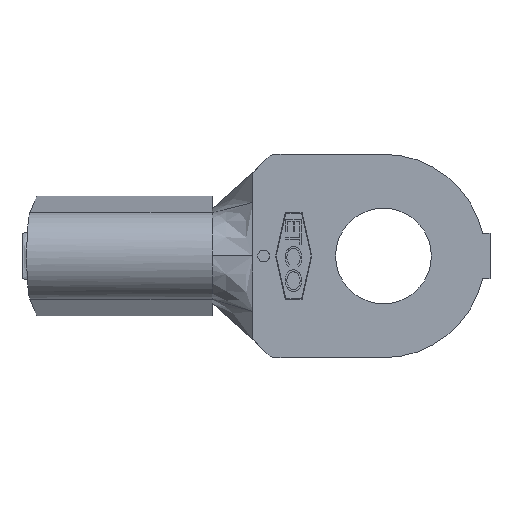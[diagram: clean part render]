
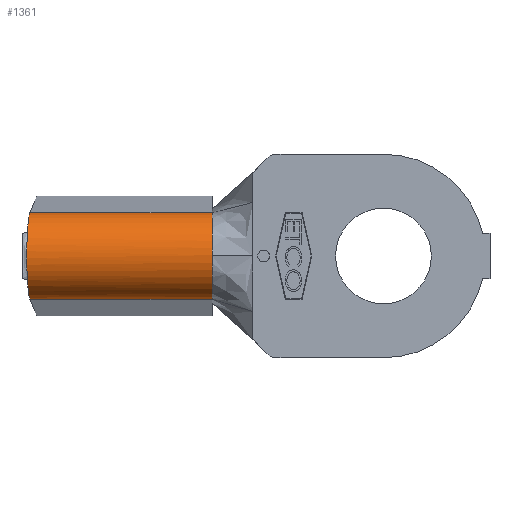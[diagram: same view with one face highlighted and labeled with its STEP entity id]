
A CAD part, front view. The second image highlights one B-rep face of the part: STEP entity #1361.
In plain terms, the highlighted cylindrical face has radius 2.337 mm (diameter 4.674 mm), a partial arc.
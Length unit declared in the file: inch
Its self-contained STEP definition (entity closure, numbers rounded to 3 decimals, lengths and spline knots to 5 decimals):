
#187 = CARTESIAN_POINT ( 'NONE',  ( -0.74431, 0.01446, -0.04951 ) ) ;
#188 = EDGE_CURVE ( 'NONE', #909, #314, #5490, .T. ) ;
#210 = CARTESIAN_POINT ( 'NONE',  ( -0.74367, 0.01517, -0.05061 ) ) ;
#219 =( BOUNDED_CURVE ( )  B_SPLINE_CURVE ( 3, ( #3951, #3763, #2798, #2771 ),
 .UNSPECIFIED., .F., .T. ) 
 B_SPLINE_CURVE_WITH_KNOTS ( ( 4, 4 ),
 ( 4.91726, 5.70001 ),
 .UNSPECIFIED. ) 
 CURVE ( )  GEOMETRIC_REPRESENTATION_ITEM ( )  RATIONAL_B_SPLINE_CURVE ( ( 1., 0.95, 0.95, 1. ) ) 
 REPRESENTATION_ITEM ( '' )  );
#228 = ORIENTED_EDGE ( 'NONE', *, *, #2292, .T. ) ;
#237 = CARTESIAN_POINT ( 'NONE',  ( -0.74457, 0.00492, -0.03479 ) ) ;
#239 = ORIENTED_EDGE ( 'NONE', *, *, #6227, .F. ) ;
#245 = DIRECTION ( 'NONE',  ( 1., 0., 0. ) ) ;
#314 = VERTEX_POINT ( 'NONE', #4833 ) ;
#504 = B_SPLINE_CURVE_WITH_KNOTS ( 'NONE', 3,
 ( #5243, #6719, #6735, #5177 ),
 .UNSPECIFIED., .F., .F.,
 ( 4, 4 ),
 ( 0., 0.00002 ),
 .UNSPECIFIED. ) ;
#619 = CARTESIAN_POINT ( 'NONE',  ( -0.74385, 0.0148, 0.05004 ) ) ;
#627 = CARTESIAN_POINT ( 'NONE',  ( -0.74395, 0.01469, 0.04986 ) ) ;
#752 = CARTESIAN_POINT ( 'NONE',  ( -0.74367, 0.01521, -0.05066 ) ) ;
#786 = CARTESIAN_POINT ( 'NONE',  ( -0.74367, 0.01521, 0.05066 ) ) ;
#792 = VECTOR ( 'NONE', #2981, 39.37008 ) ;
#821 = CARTESIAN_POINT ( 'NONE',  ( -0.74368, 0.01506, 0.05045 ) ) ;
#835 = CARTESIAN_POINT ( 'NONE',  ( -0.73859, 0.07328, -0.09008 ) ) ;
#854 = CARTESIAN_POINT ( 'NONE',  ( -0.74367, 0.01521, -0.05066 ) ) ;
#909 = VERTEX_POINT ( 'NONE', #4782 ) ;
#930 = CARTESIAN_POINT ( 'NONE',  ( -0.74248, 0.02877, -0.07123 ) ) ;
#945 = B_SPLINE_CURVE_WITH_KNOTS ( 'NONE', 3,
 ( #5631, #5543, #5479, #5456 ),
 .UNSPECIFIED., .F., .F.,
 ( 4, 4 ),
 ( 0., 0.00002 ),
 .UNSPECIFIED. ) ;
#1006 = CARTESIAN_POINT ( 'NONE',  ( -0.7407, 0.04916, -0.08506 ) ) ;
#1074 = EDGE_CURVE ( 'NONE', #4591, #6541, #504, .T. ) ;
#1143 = EDGE_CURVE ( 'NONE', #1497, #6574, #5047, .T. ) ;
#1174 = ORIENTED_EDGE ( 'NONE', *, *, #2539, .F. ) ;
#1213 = CIRCLE ( 'NONE', #2092, 0.092 ) ;
#1361 = ADVANCED_FACE ( 'NONE', ( #5217 ), #5056, .T. ) ;
#1497 = VERTEX_POINT ( 'NONE', #3618 ) ;
#1544 = VERTEX_POINT ( 'NONE', #3185 ) ;
#1772 = EDGE_LOOP ( 'NONE', ( #228, #3999, #1174, #1972, #6267, #6073, #6119, #4627, #6113, #239, #4254 ) ) ;
#1897 = CARTESIAN_POINT ( 'NONE',  ( -0.358, 0.092, 0. ) ) ;
#1911 = CARTESIAN_POINT ( 'NONE',  ( -0.74424, 0.0145, 0.04957 ) ) ;
#1972 = ORIENTED_EDGE ( 'NONE', *, *, #6902, .T. ) ;
#2000 = CARTESIAN_POINT ( 'NONE',  ( -0.74426, 0.01448, 0.04955 ) ) ;
#2024 = VERTEX_POINT ( 'NONE', #6491 ) ;
#2092 = AXIS2_PLACEMENT_3D ( 'NONE', #3541, #245, #4087 ) ;
#2248 = CARTESIAN_POINT ( 'NONE',  ( -0.74428, 0.01447, 0.04953 ) ) ;
#2292 = EDGE_CURVE ( 'NONE', #1544, #909, #219, .T. ) ;
#2407 = CARTESIAN_POINT ( 'NONE',  ( -0.74396, 0.01467, -0.04984 ) ) ;
#2433 = CARTESIAN_POINT ( 'NONE',  ( -0.74457, 0.00492, 0.03479 ) ) ;
#2453 = CARTESIAN_POINT ( 'NONE',  ( -0.74431, 0.01446, 0.04951 ) ) ;
#2460 = DIRECTION ( 'NONE',  ( 0., 0., -1. ) ) ;
#2539 = EDGE_CURVE ( 'NONE', #2024, #314, #945, .T. ) ;
#2771 = CARTESIAN_POINT ( 'NONE',  ( -0.74367, 0.01521, 0.05066 ) ) ;
#2798 = CARTESIAN_POINT ( 'NONE',  ( -0.74248, 0.02877, 0.07123 ) ) ;
#2946 = CARTESIAN_POINT ( 'NONE',  ( -0.74371, 0.01477, 0.05 ) ) ;
#2962 = CARTESIAN_POINT ( 'NONE',  ( -0.74376, 0.01491, -0.05021 ) ) ;
#2981 = DIRECTION ( 'NONE',  ( -1., 0., 0. ) ) ;
#3049 = VECTOR ( 'NONE', #5182, 39.37008 ) ;
#3088 = CARTESIAN_POINT ( 'NONE',  ( -0.358, 0.07328, -0.09008 ) ) ;
#3185 = CARTESIAN_POINT ( 'NONE',  ( -0.73859, 0.07328, 0.09008 ) ) ;
#3341 = B_SPLINE_CURVE_WITH_KNOTS ( 'NONE', 3,
 ( #2946, #2433, #6671, #3532, #237, #4079 ),
 .UNSPECIFIED., .F., .F.,
 ( 4, 2, 4 ),
 ( 0., 0.5, 1. ),
 .UNSPECIFIED. ) ;
#3382 = LINE ( 'NONE', #4664, #3049 ) ;
#3480 = CARTESIAN_POINT ( 'NONE',  ( -0.74412, 0.01455, -0.04966 ) ) ;
#3507 = CARTESIAN_POINT ( 'NONE',  ( -0.74368, 0.01515, -0.05058 ) ) ;
#3525 = CARTESIAN_POINT ( 'NONE',  ( -0.358, 0.07328, -0.09008 ) ) ;
#3532 = CARTESIAN_POINT ( 'NONE',  ( -0.745, 0., -0.01712 ) ) ;
#3541 = CARTESIAN_POINT ( 'NONE',  ( -0.358, 0.092, 0. ) ) ;
#3618 = CARTESIAN_POINT ( 'NONE',  ( -0.74367, 0.01521, -0.05066 ) ) ;
#3645 = B_SPLINE_CURVE_WITH_KNOTS ( 'NONE', 3,
 ( #187, #3480, #2407, #6112, #2962, #6646, #3507, #210, #4047, #752 ),
 .UNSPECIFIED., .F., .F.,
 ( 4, 3, 3, 4 ),
 ( 0., 0.00002, 0.00004, 0.00004 ),
 .UNSPECIFIED. ) ;
#3654 = CARTESIAN_POINT ( 'NONE',  ( -0.74371, 0.01477, -0.05 ) ) ;
#3680 = CARTESIAN_POINT ( 'NONE',  ( -0.73859, 0.07328, -0.09008 ) ) ;
#3688 = CARTESIAN_POINT ( 'NONE',  ( -0.74375, 0.01492, 0.05023 ) ) ;
#3722 = LINE ( 'NONE', #3525, #792 ) ;
#3763 = CARTESIAN_POINT ( 'NONE',  ( -0.7407, 0.04916, 0.08506 ) ) ;
#3951 = CARTESIAN_POINT ( 'NONE',  ( -0.73859, 0.07328, 0.09008 ) ) ;
#3999 = ORIENTED_EDGE ( 'NONE', *, *, #188, .T. ) ;
#4047 = CARTESIAN_POINT ( 'NONE',  ( -0.74367, 0.01519, -0.05064 ) ) ;
#4079 = CARTESIAN_POINT ( 'NONE',  ( -0.74371, 0.01477, -0.05 ) ) ;
#4087 = DIRECTION ( 'NONE',  ( 0., 0., -1. ) ) ;
#4126 = CARTESIAN_POINT ( 'NONE',  ( -0.358, 0.00001, 0.00162 ) ) ;
#4254 = ORIENTED_EDGE ( 'NONE', *, *, #4602, .T. ) ;
#4471 = CARTESIAN_POINT ( 'NONE',  ( -0.74408, 0.01458, 0.04971 ) ) ;
#4509 = EDGE_CURVE ( 'NONE', #5088, #6574, #3722, .T. ) ;
#4591 = VERTEX_POINT ( 'NONE', #6705 ) ;
#4602 = EDGE_CURVE ( 'NONE', #6615, #1544, #3382, .T. ) ;
#4627 = ORIENTED_EDGE ( 'NONE', *, *, #4509, .F. ) ;
#4664 = CARTESIAN_POINT ( 'NONE',  ( -0.358, 0.07328, 0.09008 ) ) ;
#4782 = CARTESIAN_POINT ( 'NONE',  ( -0.74367, 0.01521, 0.05066 ) ) ;
#4800 = AXIS2_PLACEMENT_3D ( 'NONE', #5586, #5607, #5470 ) ;
#4833 = CARTESIAN_POINT ( 'NONE',  ( -0.74431, 0.01446, 0.04951 ) ) ;
#5047 =( BOUNDED_CURVE ( )  B_SPLINE_CURVE ( 3, ( #854, #930, #1006, #835 ),
 .UNSPECIFIED., .F., .T. ) 
 B_SPLINE_CURVE_WITH_KNOTS ( ( 4, 4 ),
 ( 0.58318, 1.36592 ),
 .UNSPECIFIED. ) 
 CURVE ( )  GEOMETRIC_REPRESENTATION_ITEM ( )  RATIONAL_B_SPLINE_CURVE ( ( 1., 0.95, 0.95, 1. ) ) 
 REPRESENTATION_ITEM ( '' )  );
#5056 = CYLINDRICAL_SURFACE ( 'NONE', #4800, 0.092 ) ;
#5088 = VERTEX_POINT ( 'NONE', #3088 ) ;
#5177 = CARTESIAN_POINT ( 'NONE',  ( -0.74371, 0.01477, -0.05 ) ) ;
#5182 = DIRECTION ( 'NONE',  ( -1., 0., 0. ) ) ;
#5217 = FACE_OUTER_BOUND ( 'NONE', #1772, .T. ) ;
#5243 = CARTESIAN_POINT ( 'NONE',  ( -0.74431, 0.01446, -0.04951 ) ) ;
#5456 = CARTESIAN_POINT ( 'NONE',  ( -0.74431, 0.01446, 0.04951 ) ) ;
#5470 = DIRECTION ( 'NONE',  ( 0., 0., 1. ) ) ;
#5479 = CARTESIAN_POINT ( 'NONE',  ( -0.7441, 0.01456, 0.04967 ) ) ;
#5490 = B_SPLINE_CURVE_WITH_KNOTS ( 'NONE', 3,
 ( #786, #821, #3688, #619, #627, #4471, #1911, #2000, #2248, #2453 ),
 .UNSPECIFIED., .F., .F.,
 ( 4, 3, 3, 4 ),
 ( 0., 0.00002, 0.00004, 0.00004 ),
 .UNSPECIFIED. ) ;
#5538 = EDGE_CURVE ( 'NONE', #4591, #1497, #3645, .T. ) ;
#5543 = CARTESIAN_POINT ( 'NONE',  ( -0.7439, 0.01467, 0.04983 ) ) ;
#5586 = CARTESIAN_POINT ( 'NONE',  ( -0.358, 0.092, 0. ) ) ;
#5607 = DIRECTION ( 'NONE',  ( -1., 0., 0. ) ) ;
#5629 = DIRECTION ( 'NONE',  ( 1., 0., 0. ) ) ;
#5631 = CARTESIAN_POINT ( 'NONE',  ( -0.74371, 0.01477, 0.05 ) ) ;
#5982 = CIRCLE ( 'NONE', #6022, 0.092 ) ;
#6022 = AXIS2_PLACEMENT_3D ( 'NONE', #1897, #5629, #2460 ) ;
#6073 = ORIENTED_EDGE ( 'NONE', *, *, #5538, .T. ) ;
#6112 = CARTESIAN_POINT ( 'NONE',  ( -0.74385, 0.0148, -0.05004 ) ) ;
#6113 = ORIENTED_EDGE ( 'NONE', *, *, #6916, .F. ) ;
#6119 = ORIENTED_EDGE ( 'NONE', *, *, #1143, .T. ) ;
#6227 = EDGE_CURVE ( 'NONE', #6615, #6342, #1213, .T. ) ;
#6267 = ORIENTED_EDGE ( 'NONE', *, *, #1074, .F. ) ;
#6342 = VERTEX_POINT ( 'NONE', #4126 ) ;
#6491 = CARTESIAN_POINT ( 'NONE',  ( -0.74371, 0.01477, 0.05 ) ) ;
#6541 = VERTEX_POINT ( 'NONE', #3654 ) ;
#6574 = VERTEX_POINT ( 'NONE', #3680 ) ;
#6615 = VERTEX_POINT ( 'NONE', #6855 ) ;
#6646 = CARTESIAN_POINT ( 'NONE',  ( -0.7437, 0.01503, -0.05039 ) ) ;
#6671 = CARTESIAN_POINT ( 'NONE',  ( -0.745, 0., 0.01712 ) ) ;
#6705 = CARTESIAN_POINT ( 'NONE',  ( -0.74431, 0.01446, -0.04951 ) ) ;
#6719 = CARTESIAN_POINT ( 'NONE',  ( -0.7441, 0.01456, -0.04967 ) ) ;
#6735 = CARTESIAN_POINT ( 'NONE',  ( -0.7439, 0.01467, -0.04983 ) ) ;
#6855 = CARTESIAN_POINT ( 'NONE',  ( -0.358, 0.07328, 0.09008 ) ) ;
#6902 = EDGE_CURVE ( 'NONE', #2024, #6541, #3341, .T. ) ;
#6916 = EDGE_CURVE ( 'NONE', #6342, #5088, #5982, .T. ) ;
